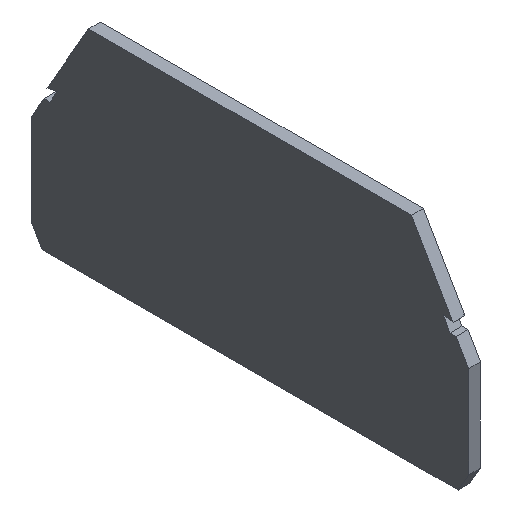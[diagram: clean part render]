
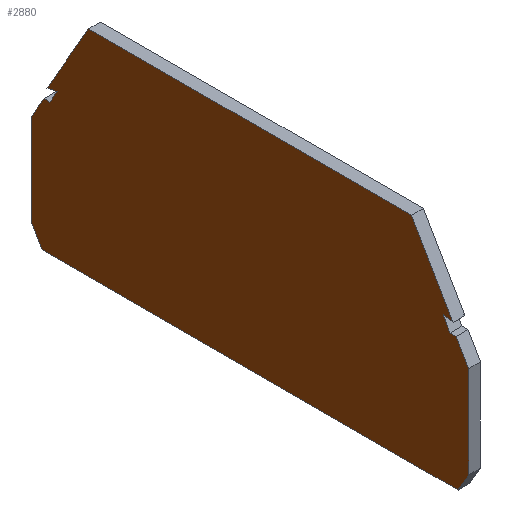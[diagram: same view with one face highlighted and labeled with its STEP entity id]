
A CAD part, isometric view. The second image highlights one B-rep face of the part: STEP entity #2880.
In plain terms, the highlighted face is planar.
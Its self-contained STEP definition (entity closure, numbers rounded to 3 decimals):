
#200=CARTESIAN_POINT('',(91.429,63.773,
-11.6));
#210=VERTEX_POINT('',#200);
#240=CARTESIAN_POINT('',(91.753,64.334,-11.6));
#250=DIRECTION('',(0.5,0.866,0.));
#260=VECTOR('',#250,1.);
#270=LINE('',#240,#260);
#280=CARTESIAN_POINT('',(89.487,60.409,
-11.6));
#290=VERTEX_POINT('',#280);
#300=EDGE_CURVE('',#290,#210,#270,.T.);
#570=CARTESIAN_POINT('',(80.87,100.109,
-11.6));
#580=VERTEX_POINT('',#570);
#630=CARTESIAN_POINT('',(101.526,64.334,-11.6));
#640=DIRECTION('',(0.5,-0.866,0.));
#650=VECTOR('',#640,1.);
#660=LINE('',#630,#650);
#670=CARTESIAN_POINT('',(88.572,86.769,
-11.6));
#680=VERTEX_POINT('',#670);
#690=EDGE_CURVE('',#580,#680,#660,.T.);
#1000=CARTESIAN_POINT('',(66.055,84.809,
-11.6));
#1010=DIRECTION('',(1.,0.,0.));
#1020=VECTOR('',#1010,1.);
#1030=LINE('',#1000,#1020);
#1040=CARTESIAN_POINT('',(88.03,84.809,
-11.6));
#1050=VERTEX_POINT('',#1040);
#1060=CARTESIAN_POINT('',(89.127,84.809,
-11.6));
#1070=VERTEX_POINT('',#1060);
#1080=EDGE_CURVE('',#1050,#1070,#1030,.T.);
#1470=CARTESIAN_POINT('',(66.055,84.809,
-11.6));
#1480=DIRECTION('',(1.,0.,0.));
#1490=VECTOR('',#1480,1.);
#1500=LINE('',#1470,#1490);
#1510=CARTESIAN_POINT('',(12.907,84.809,
-11.6));
#1520=VERTEX_POINT('',#1510);
#1530=CARTESIAN_POINT('',(14.004,84.809,
-11.6));
#1540=VERTEX_POINT('',#1530);
#1550=EDGE_CURVE('',#1520,#1540,#1500,.T.);
#1890=CARTESIAN_POINT('',(51.017,60.909,
-11.6));
#1900=DIRECTION('',(0.,0.,-1.));
#1910=DIRECTION('',(-1.,0.,0.));
#1920=AXIS2_PLACEMENT_3D('',#1890,#1900,#1910);
#1930=PLANE('',#1920);
#1940=ORIENTED_EDGE('',*,*,#1550,.T.);
#1950=CARTESIAN_POINT('',(1.086,64.334,-11.6))
;
#1960=DIRECTION('',(0.5,0.866,0.));
#1970=VECTOR('',#1960,1.);
#1980=LINE('',#1950,#1970);
#1990=CARTESIAN_POINT('',(10.604,80.82,
-11.6));
#2000=VERTEX_POINT('',#1990);
#2010=EDGE_CURVE('',#2000,#1520,#1980,.T.);
#2020=ORIENTED_EDGE('',*,*,#2010,.T.);
#2030=CARTESIAN_POINT('',(10.604,64.334,
-11.6));
#2040=DIRECTION('',(0.,1.,0.));
#2050=VECTOR('',#2040,1.);
#2060=LINE('',#2030,#2050);
#2070=CARTESIAN_POINT('',(10.604,63.773,
-11.6));
#2080=VERTEX_POINT('',#2070);
#2090=EDGE_CURVE('',#2080,#2000,#2060,.T.);
#2100=ORIENTED_EDGE('',*,*,#2090,.T.);
#2110=CARTESIAN_POINT('',(10.281,64.334,-11.6))
;
#2120=DIRECTION('',(0.5,-0.866,0.));
#2130=VECTOR('',#2120,1.);
#2140=LINE('',#2110,#2130);
#2150=CARTESIAN_POINT('',(12.547,60.409,
-11.6));
#2160=VERTEX_POINT('',#2150);
#2170=EDGE_CURVE('',#2080,#2160,#2140,.T.);
#2180=ORIENTED_EDGE('',*,*,#2170,.F.);
#2190=CARTESIAN_POINT('',(66.055,60.409,
-11.6));
#2200=DIRECTION('',(1.,0.,0.));
#2210=VECTOR('',#2200,1.);
#2220=LINE('',#2190,#2210);
#2230=EDGE_CURVE('',#2160,#290,#2220,.T.);
#2240=ORIENTED_EDGE('',*,*,#2230,.F.);
#2250=ORIENTED_EDGE('',*,*,#300,.F.);
#2260=CARTESIAN_POINT('',(91.429,64.334,
-11.6));
#2270=DIRECTION('',(0.,-1.,0.));
#2280=VECTOR('',#2270,1.);
#2290=LINE('',#2260,#2280);
#2300=CARTESIAN_POINT('',(91.429,80.821,
-11.6));
#2310=VERTEX_POINT('',#2300);
#2320=EDGE_CURVE('',#2310,#210,#2290,.T.);
#2330=ORIENTED_EDGE('',*,*,#2320,.T.);
#2340=CARTESIAN_POINT('',(100.949,64.334,-11.6))
;
#2350=DIRECTION('',(0.5,-0.866,0.));
#2360=VECTOR('',#2350,1.);
#2370=LINE('',#2340,#2360);
#2380=EDGE_CURVE('',#1070,#2310,#2370,.T.);
#2390=ORIENTED_EDGE('',*,*,#2380,.T.);
#2400=ORIENTED_EDGE('',*,*,#1080,.T.);
#2410=CARTESIAN_POINT('',(99.852,64.334,-11.6))
;
#2420=DIRECTION('',(0.5,-0.866,0.));
#2430=VECTOR('',#2420,1.);
#2440=LINE('',#2410,#2430);
#2450=CARTESIAN_POINT('',(86.708,87.098,
-11.6));
#2460=VERTEX_POINT('',#2450);
#2470=EDGE_CURVE('',#2460,#1050,#2440,.T.);
#2480=ORIENTED_EDGE('',*,*,#2470,.T.);
#2490=CARTESIAN_POINT('',(66.055,90.739,
-11.6));
#2500=DIRECTION('',(-0.985,0.174,0.));
#2510=VECTOR('',#2500,1.);
#2520=LINE('',#2490,#2510);
#2530=EDGE_CURVE('',#680,#2460,#2520,.T.);
#2540=ORIENTED_EDGE('',*,*,#2530,.T.);
#2550=ORIENTED_EDGE('',*,*,#690,.T.);
#2560=CARTESIAN_POINT('',(66.055,100.109,
-11.6));
#2570=DIRECTION('',(-1.,0.,0.));
#2580=VECTOR('',#2570,1.);
#2590=LINE('',#2560,#2580);
#2600=CARTESIAN_POINT('',(21.163,100.109,
-11.6));
#2610=VERTEX_POINT('',#2600);
#2620=EDGE_CURVE('',#580,#2610,#2590,.T.);
#2630=ORIENTED_EDGE('',*,*,#2620,.F.);
#2640=CARTESIAN_POINT('',(0.509,64.334,-11.6)
);
#2650=DIRECTION('',(0.5,0.866,0.));
#2660=VECTOR('',#2650,1.);
#2670=LINE('',#2640,#2660);
#2680=CARTESIAN_POINT('',(13.462,86.769,
-11.6));
#2690=VERTEX_POINT('',#2680);
#2700=EDGE_CURVE('',#2690,#2610,#2670,.T.);
#2710=ORIENTED_EDGE('',*,*,#2700,.T.);
#2720=CARTESIAN_POINT('',(66.055,96.043,
-11.6));
#2730=DIRECTION('',(-0.985,-0.174,0.));
#2740=VECTOR('',#2730,1.);
#2750=LINE('',#2720,#2740);
#2760=CARTESIAN_POINT('',(15.326,87.098,
-11.6));
#2770=VERTEX_POINT('',#2760);
#2780=EDGE_CURVE('',#2770,#2690,#2750,.T.);
#2790=ORIENTED_EDGE('',*,*,#2780,.T.);
#2800=CARTESIAN_POINT('',(2.183,64.334,-11.6))
;
#2810=DIRECTION('',(-0.5,-0.866,0.));
#2820=VECTOR('',#2810,1.);
#2830=LINE('',#2800,#2820);
#2840=EDGE_CURVE('',#2770,#1540,#2830,.T.);
#2850=ORIENTED_EDGE('',*,*,#2840,.F.);
#2860=EDGE_LOOP('',(#2850,#2790,#2710,#2630,#2550,#2540,#2480,#2400,
#2390,#2330,#2250,#2240,#2180,#2100,#2020,#1940));
#2870=FACE_OUTER_BOUND('',#2860,.T.);
#2880=ADVANCED_FACE('',(#2870),#1930,.T.);
